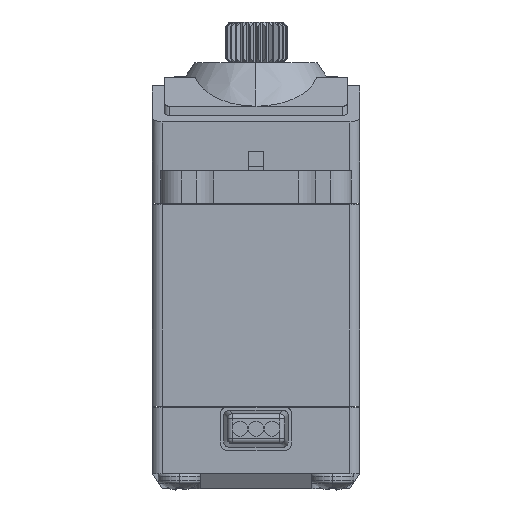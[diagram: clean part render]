
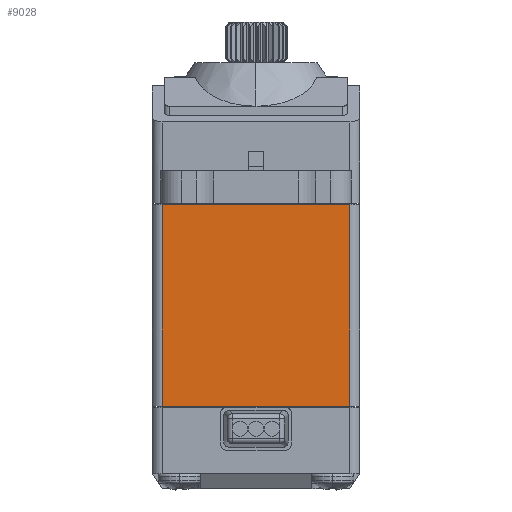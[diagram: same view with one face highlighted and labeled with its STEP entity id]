
A CAD part, left-side view. The second image highlights one B-rep face of the part: STEP entity #9028.
In plain terms, the highlighted planar face has unit normal (-1, 0, 0).
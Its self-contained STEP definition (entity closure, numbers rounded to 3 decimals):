
#3131=DIRECTION('',(0.,0.,1.));
#3132=VECTOR('',#3131,19.8);
#3133=CARTESIAN_POINT('',(-10.1,9.2,-37.7));
#3134=LINE('',#3133,#3132);
#3155=DIRECTION('',(0.,-1.,0.));
#3156=VECTOR('',#3155,18.4);
#3157=CARTESIAN_POINT('',(-10.1,9.2,-37.7));
#3158=LINE('',#3157,#3156);
#3159=DIRECTION('',(0.,1.,0.));
#3160=VECTOR('',#3159,18.4);
#3161=CARTESIAN_POINT('',(-10.1,-9.2,-17.9));
#3162=LINE('',#3161,#3160);
#3163=DIRECTION('',(0.,0.,-1.));
#3164=VECTOR('',#3163,19.8);
#3165=CARTESIAN_POINT('',(-10.1,-9.2,-17.9));
#3166=LINE('',#3165,#3164);
#4861=CARTESIAN_POINT('',(-10.1,-9.2,-17.9));
#4862=CARTESIAN_POINT('',(-10.1,-9.2,-37.7));
#4863=VERTEX_POINT('',#4861);
#4864=VERTEX_POINT('',#4862);
#4865=CARTESIAN_POINT('',(-10.1,9.2,-37.7));
#4866=VERTEX_POINT('',#4865);
#4888=CARTESIAN_POINT('',(-10.1,9.2,-17.9));
#4890=VERTEX_POINT('',#4888);
#9016=CARTESIAN_POINT('',(-10.1,9.2,-82.88));
#9017=DIRECTION('',(-1.,0.,0.));
#9018=DIRECTION('',(0.,0.,1.));
#9019=AXIS2_PLACEMENT_3D('',#9016,#9017,#9018);
#9020=PLANE('',#9019);
#9021=ORIENTED_EDGE('',*,*,#8982,.F.);
#9022=ORIENTED_EDGE('',*,*,#8971,.T.);
#9023=ORIENTED_EDGE('',*,*,#8939,.F.);
#9025=ORIENTED_EDGE('',*,*,#9024,.T.);
#9026=EDGE_LOOP('',(#9021,#9022,#9023,#9025));
#9027=FACE_OUTER_BOUND('',#9026,.F.);
#9028=ADVANCED_FACE('',(#9027),#9020,.T.);
#8939=EDGE_CURVE('',#4863,#4890,#3162,.T.);
#8971=EDGE_CURVE('',#4866,#4890,#3134,.T.);
#8982=EDGE_CURVE('',#4866,#4864,#3158,.T.);
#9024=EDGE_CURVE('',#4863,#4864,#3166,.T.);
